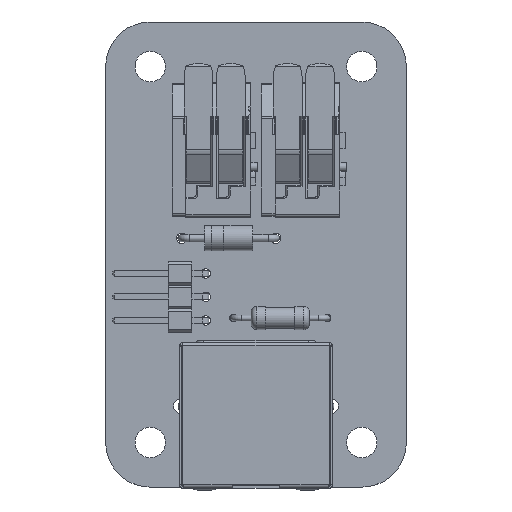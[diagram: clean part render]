
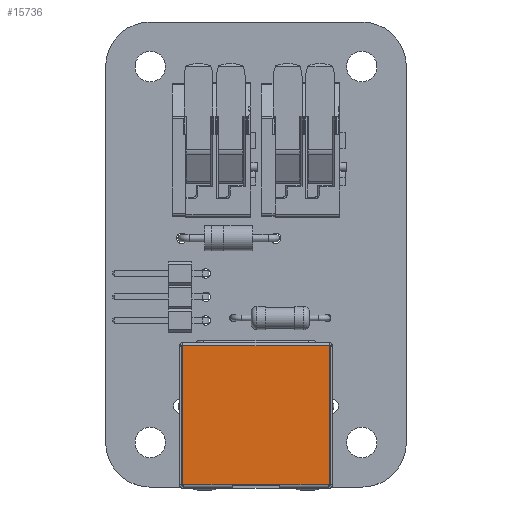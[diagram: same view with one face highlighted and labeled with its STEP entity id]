
A CAD part, top view. The second image highlights one B-rep face of the part: STEP entity #15736.
In plain terms, the highlighted face is planar.
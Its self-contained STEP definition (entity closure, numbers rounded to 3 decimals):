
#14251 = VERTEX_POINT('',#14252);
#14252 = CARTESIAN_POINT('',(-2.55,13.208,5.111));
#14259 = EDGE_CURVE('',#14260,#14251,#14262,.T.);
#14260 = VERTEX_POINT('',#14261);
#14261 = CARTESIAN_POINT('',(-7.843,13.208,5.111));
#14262 = LINE('',#14263,#14264);
#14263 = CARTESIAN_POINT('',(0.,13.208,5.111));
#14264 = VECTOR('',#14265,1.);
#14265 = DIRECTION('',(1.,0.,0.));
#15127 = VERTEX_POINT('',#15128);
#15128 = CARTESIAN_POINT('',(-7.934,13.208,-9.937));
#15143 = VERTEX_POINT('',#15144);
#15144 = CARTESIAN_POINT('',(-7.934,13.208,5.049));
#15150 = EDGE_CURVE('',#15127,#15143,#15151,.T.);
#15151 = LINE('',#15152,#15153);
#15152 = CARTESIAN_POINT('',(-7.934,13.208,0.));
#15153 = VECTOR('',#15154,1.);
#15154 = DIRECTION('',(0.,0.,1.));
#15174 = VERTEX_POINT('',#15175);
#15175 = CARTESIAN_POINT('',(-7.843,13.208,5.049));
#15181 = EDGE_CURVE('',#15143,#15174,#15182,.T.);
#15182 = LINE('',#15183,#15184);
#15183 = CARTESIAN_POINT('',(0.,13.208,5.049));
#15184 = VECTOR('',#15185,1.);
#15185 = DIRECTION('',(1.,0.,0.));
#15208 = EDGE_CURVE('',#15174,#14260,#15209,.T.);
#15209 = LINE('',#15210,#15211);
#15210 = CARTESIAN_POINT('',(-7.843,13.208,0.));
#15211 = VECTOR('',#15212,1.);
#15212 = DIRECTION('',(-0.,0.,1.));
#15577 = VERTEX_POINT('',#15578);
#15578 = CARTESIAN_POINT('',(7.843,13.208,5.111));
#15609 = VERTEX_POINT('',#15610);
#15610 = CARTESIAN_POINT('',(7.843,13.208,5.049));
#15616 = EDGE_CURVE('',#15577,#15609,#15617,.T.);
#15617 = LINE('',#15618,#15619);
#15618 = CARTESIAN_POINT('',(7.843,13.208,0.));
#15619 = VECTOR('',#15620,1.);
#15620 = DIRECTION('',(0.,0.,-1.));
#15640 = VERTEX_POINT('',#15641);
#15641 = CARTESIAN_POINT('',(7.934,13.208,5.049));
#15647 = EDGE_CURVE('',#15609,#15640,#15648,.T.);
#15648 = LINE('',#15649,#15650);
#15649 = CARTESIAN_POINT('',(0.,13.208,5.049));
#15650 = VECTOR('',#15651,1.);
#15651 = DIRECTION('',(1.,0.,0.));
#15671 = VERTEX_POINT('',#15672);
#15672 = CARTESIAN_POINT('',(7.934,13.208,-9.937));
#15678 = EDGE_CURVE('',#15640,#15671,#15679,.T.);
#15679 = LINE('',#15680,#15681);
#15680 = CARTESIAN_POINT('',(7.934,13.208,0.));
#15681 = VECTOR('',#15682,1.);
#15682 = DIRECTION('',(0.,0.,-1.));
#15736 = ADVANCED_FACE('',(#15737),#15766,.F.);
#15737 = FACE_BOUND('',#15738,.T.);
#15738 = EDGE_LOOP('',(#15739,#15740,#15746,#15747,#15748,#15749,#15750,
    #15758,#15764,#15765));
#15739 = ORIENTED_EDGE('',*,*,#15678,.T.);
#15740 = ORIENTED_EDGE('',*,*,#15741,.T.);
#15741 = EDGE_CURVE('',#15671,#15127,#15742,.T.);
#15742 = LINE('',#15743,#15744);
#15743 = CARTESIAN_POINT('',(0.,13.208,-9.937));
#15744 = VECTOR('',#15745,1.);
#15745 = DIRECTION('',(-1.,0.,0.));
#15746 = ORIENTED_EDGE('',*,*,#15150,.T.);
#15747 = ORIENTED_EDGE('',*,*,#15181,.T.);
#15748 = ORIENTED_EDGE('',*,*,#15208,.T.);
#15749 = ORIENTED_EDGE('',*,*,#14259,.T.);
#15750 = ORIENTED_EDGE('',*,*,#15751,.F.);
#15751 = EDGE_CURVE('',#15752,#14251,#15754,.T.);
#15752 = VERTEX_POINT('',#15753);
#15753 = CARTESIAN_POINT('',(2.55,13.208,5.111));
#15754 = LINE('',#15755,#15756);
#15755 = CARTESIAN_POINT('',(2.55,13.208,5.111));
#15756 = VECTOR('',#15757,1.);
#15757 = DIRECTION('',(-1.,0.,0.));
#15758 = ORIENTED_EDGE('',*,*,#15759,.T.);
#15759 = EDGE_CURVE('',#15752,#15577,#15760,.T.);
#15760 = LINE('',#15761,#15762);
#15761 = CARTESIAN_POINT('',(0.,13.208,5.111));
#15762 = VECTOR('',#15763,1.);
#15763 = DIRECTION('',(1.,0.,0.));
#15764 = ORIENTED_EDGE('',*,*,#15616,.T.);
#15765 = ORIENTED_EDGE('',*,*,#15647,.T.);
#15766 = PLANE('',#15767);
#15767 = AXIS2_PLACEMENT_3D('',#15768,#15769,#15770);
#15768 = CARTESIAN_POINT('',(0.,13.208,0.));
#15769 = DIRECTION('',(0.,-1.,0.));
#15770 = DIRECTION('',(0.,-0.,-1.));
